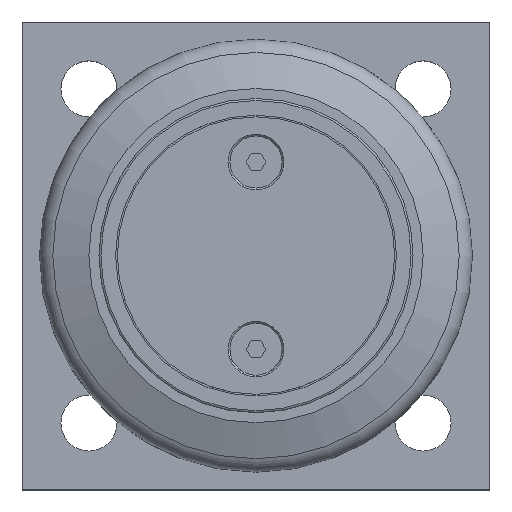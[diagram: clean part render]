
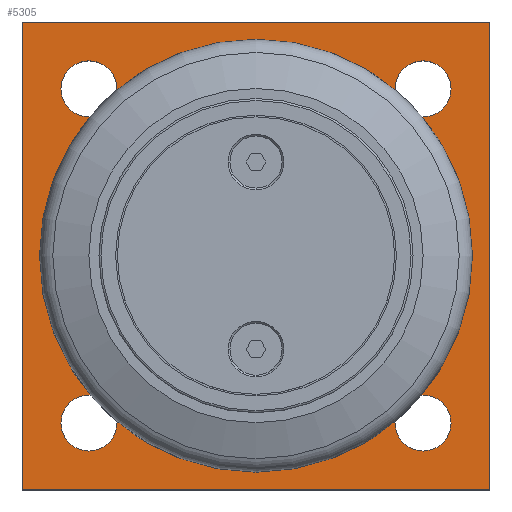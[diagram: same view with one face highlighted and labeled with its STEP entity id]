
A CAD part, top view. The second image highlights one B-rep face of the part: STEP entity #5305.
In plain terms, the highlighted planar face has unit normal (0, 0, 1).
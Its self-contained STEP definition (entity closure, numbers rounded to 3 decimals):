
#39=FACE_BOUND('',#555,.T.);
#40=FACE_BOUND('',#556,.T.);
#41=FACE_BOUND('',#557,.T.);
#42=FACE_BOUND('',#558,.T.);
#43=FACE_BOUND('',#559,.T.);
#68=PLANE('',#5633);
#258=FACE_OUTER_BOUND('',#554,.T.);
#554=EDGE_LOOP('',(#3434,#3435,#3436,#3437));
#555=EDGE_LOOP('',(#3438));
#556=EDGE_LOOP('',(#3439,#3440));
#557=EDGE_LOOP('',(#3441,#3442));
#558=EDGE_LOOP('',(#3443,#3444));
#559=EDGE_LOOP('',(#3445,#3446));
#889=CIRCLE('',#5634,20.5);
#890=CIRCLE('',#5635,4.188);
#891=CIRCLE('',#5636,4.188);
#892=CIRCLE('',#5637,4.188);
#893=CIRCLE('',#5638,4.188);
#894=CIRCLE('',#5639,4.188);
#895=CIRCLE('',#5640,4.188);
#896=CIRCLE('',#5641,4.188);
#897=CIRCLE('',#5642,4.188);
#1543=LINE('',#8750,#1772);
#1544=LINE('',#8752,#1773);
#1545=LINE('',#8754,#1774);
#1546=LINE('',#8755,#1775);
#1772=VECTOR('',#6612,10.);
#1773=VECTOR('',#6613,10.);
#1774=VECTOR('',#6614,10.);
#1775=VECTOR('',#6615,10.);
#2012=VERTEX_POINT('',#8748);
#2013=VERTEX_POINT('',#8749);
#2014=VERTEX_POINT('',#8751);
#2015=VERTEX_POINT('',#8753);
#2016=VERTEX_POINT('',#8756);
#2017=VERTEX_POINT('',#8758);
#2018=VERTEX_POINT('',#8759);
#2019=VERTEX_POINT('',#8762);
#2020=VERTEX_POINT('',#8763);
#2021=VERTEX_POINT('',#8766);
#2022=VERTEX_POINT('',#8767);
#2023=VERTEX_POINT('',#8770);
#2024=VERTEX_POINT('',#8771);
#2526=EDGE_CURVE('',#2012,#2013,#1543,.T.);
#2527=EDGE_CURVE('',#2014,#2012,#1544,.T.);
#2528=EDGE_CURVE('',#2015,#2014,#1545,.T.);
#2529=EDGE_CURVE('',#2013,#2015,#1546,.T.);
#2530=EDGE_CURVE('',#2016,#2016,#889,.T.);
#2531=EDGE_CURVE('',#2017,#2018,#890,.T.);
#2532=EDGE_CURVE('',#2018,#2017,#891,.T.);
#2533=EDGE_CURVE('',#2019,#2020,#892,.T.);
#2534=EDGE_CURVE('',#2020,#2019,#893,.T.);
#2535=EDGE_CURVE('',#2021,#2022,#894,.T.);
#2536=EDGE_CURVE('',#2022,#2021,#895,.T.);
#2537=EDGE_CURVE('',#2023,#2024,#896,.T.);
#2538=EDGE_CURVE('',#2024,#2023,#897,.T.);
#3434=ORIENTED_EDGE('',*,*,#2526,.F.);
#3435=ORIENTED_EDGE('',*,*,#2527,.F.);
#3436=ORIENTED_EDGE('',*,*,#2528,.F.);
#3437=ORIENTED_EDGE('',*,*,#2529,.F.);
#3438=ORIENTED_EDGE('',*,*,#2530,.T.);
#3439=ORIENTED_EDGE('',*,*,#2531,.T.);
#3440=ORIENTED_EDGE('',*,*,#2532,.T.);
#3441=ORIENTED_EDGE('',*,*,#2533,.T.);
#3442=ORIENTED_EDGE('',*,*,#2534,.T.);
#3443=ORIENTED_EDGE('',*,*,#2535,.T.);
#3444=ORIENTED_EDGE('',*,*,#2536,.T.);
#3445=ORIENTED_EDGE('',*,*,#2537,.T.);
#3446=ORIENTED_EDGE('',*,*,#2538,.T.);
#5305=ADVANCED_FACE('',(#258,#39,#40,#41,#42,#43),#68,.T.);
#5633=AXIS2_PLACEMENT_3D('',#8747,#6610,#6611);
#5634=AXIS2_PLACEMENT_3D('',#8757,#6616,#6617);
#5635=AXIS2_PLACEMENT_3D('',#8760,#6618,#6619);
#5636=AXIS2_PLACEMENT_3D('',#8761,#6620,#6621);
#5637=AXIS2_PLACEMENT_3D('',#8764,#6622,#6623);
#5638=AXIS2_PLACEMENT_3D('',#8765,#6624,#6625);
#5639=AXIS2_PLACEMENT_3D('',#8768,#6626,#6627);
#5640=AXIS2_PLACEMENT_3D('',#8769,#6628,#6629);
#5641=AXIS2_PLACEMENT_3D('',#8772,#6630,#6631);
#5642=AXIS2_PLACEMENT_3D('',#8773,#6632,#6633);
#6610=DIRECTION('center_axis',(0.,0.,1.));
#6611=DIRECTION('ref_axis',(1.,0.,0.));
#6612=DIRECTION('',(0.,1.,0.));
#6613=DIRECTION('',(-1.,0.,0.));
#6614=DIRECTION('',(0.,-1.,0.));
#6615=DIRECTION('',(1.,0.,0.));
#6616=DIRECTION('center_axis',(0.,0.,-1.));
#6617=DIRECTION('ref_axis',(0.,-1.,0.));
#6618=DIRECTION('center_axis',(0.,0.,-1.));
#6619=DIRECTION('ref_axis',(1.,0.,0.));
#6620=DIRECTION('center_axis',(0.,0.,-1.));
#6621=DIRECTION('ref_axis',(1.,0.,0.));
#6622=DIRECTION('center_axis',(0.,0.,-1.));
#6623=DIRECTION('ref_axis',(1.,0.,0.));
#6624=DIRECTION('center_axis',(0.,0.,-1.));
#6625=DIRECTION('ref_axis',(1.,0.,0.));
#6626=DIRECTION('center_axis',(0.,0.,-1.));
#6627=DIRECTION('ref_axis',(1.,0.,0.));
#6628=DIRECTION('center_axis',(0.,0.,-1.));
#6629=DIRECTION('ref_axis',(1.,0.,0.));
#6630=DIRECTION('center_axis',(0.,0.,-1.));
#6631=DIRECTION('ref_axis',(1.,0.,0.));
#6632=DIRECTION('center_axis',(0.,0.,-1.));
#6633=DIRECTION('ref_axis',(1.,0.,0.));
#8747=CARTESIAN_POINT('Origin',(35.,35.,12.));
#8748=CARTESIAN_POINT('',(0.,0.,12.));
#8749=CARTESIAN_POINT('',(0.,70.,12.));
#8750=CARTESIAN_POINT('',(0.,70.,12.));
#8751=CARTESIAN_POINT('',(70.,0.,12.));
#8752=CARTESIAN_POINT('',(0.,0.,12.));
#8753=CARTESIAN_POINT('',(70.,70.,12.));
#8754=CARTESIAN_POINT('',(70.,0.,12.));
#8755=CARTESIAN_POINT('',(70.,70.,12.));
#8756=CARTESIAN_POINT('',(35.,55.5,12.));
#8757=CARTESIAN_POINT('Origin',(35.,35.,12.));
#8758=CARTESIAN_POINT('',(14.188,10.,12.));
#8759=CARTESIAN_POINT('',(5.812,10.,12.));
#8760=CARTESIAN_POINT('Origin',(10.,10.,12.));
#8761=CARTESIAN_POINT('Origin',(10.,10.,12.));
#8762=CARTESIAN_POINT('',(64.188,10.,12.));
#8763=CARTESIAN_POINT('',(55.812,10.,12.));
#8764=CARTESIAN_POINT('Origin',(60.,10.,12.));
#8765=CARTESIAN_POINT('Origin',(60.,10.,12.));
#8766=CARTESIAN_POINT('',(64.188,60.,12.));
#8767=CARTESIAN_POINT('',(55.812,60.,12.));
#8768=CARTESIAN_POINT('Origin',(60.,60.,12.));
#8769=CARTESIAN_POINT('Origin',(60.,60.,12.));
#8770=CARTESIAN_POINT('',(14.188,60.,12.));
#8771=CARTESIAN_POINT('',(5.812,60.,12.));
#8772=CARTESIAN_POINT('Origin',(10.,60.,12.));
#8773=CARTESIAN_POINT('Origin',(10.,60.,12.));
